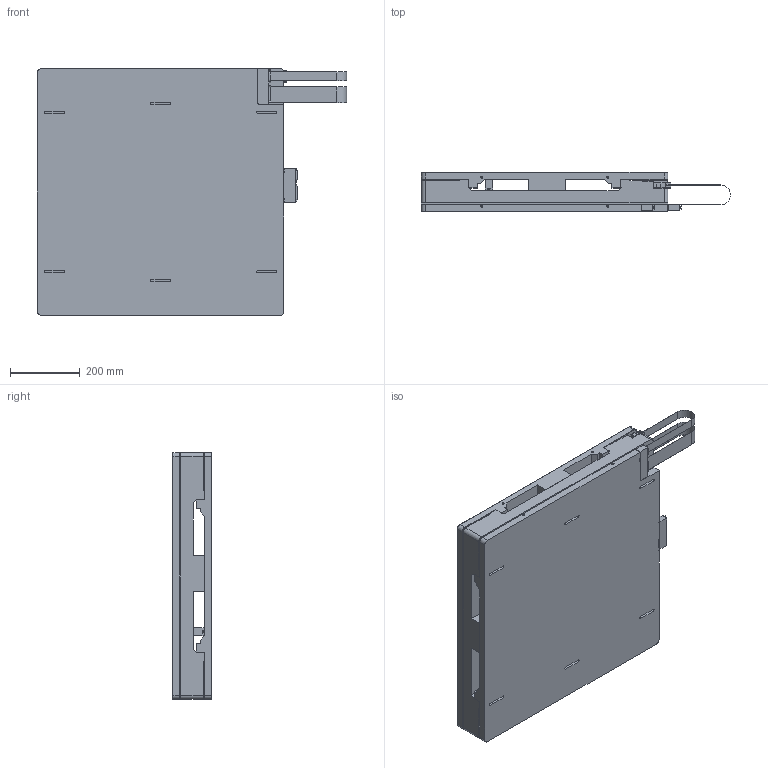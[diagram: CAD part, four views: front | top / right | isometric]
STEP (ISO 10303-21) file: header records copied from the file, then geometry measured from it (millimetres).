
FILE_DESCRIPTION (( 'STEP AP203' ), '1' );
FILE_NAME ('0-304-5M-20-20.STEP', '2020-09-16T18:27:31', ( '' ), ( '' ), 'SwSTEP 2.0', 'SolidWorks 2019', '' );
FILE_SCHEMA (( 'CONFIG_CONTROL_DESIGN' ));
Length unit declared in the file: inch
Products named in the file (1): 0-304-5M-20-20
Bounding box: 887.67 x 111.92 x 708.02 mm (x, y, z)
Volume: 41883721.8 mm3; surface area: 3694370.9 mm2
Topology: 3 solids, 7 shells, 707 faces, 1778 edges, 1136 vertices
Faces by surface type: plane 409, cylinder 216, cone 58, torus 16, sphere 8
Full cylindrical faces by diameter (mm): 2.261 x8, 2.845 x6, 2.997 x2, 3.124 x6, 3.175 x2, 3.797 x4, 5.105 x8, 6.375 x2, 9.525 x4
Entity records: 20451 total; most frequent: CARTESIAN_POINT 3656, DIRECTION 3510, ORIENTED_EDGE 3304, EDGE_CURVE 1652, AXIS2_PLACEMENT_3D 1176, LINE 1158, VECTOR 1158, VERTEX_POINT 1102
